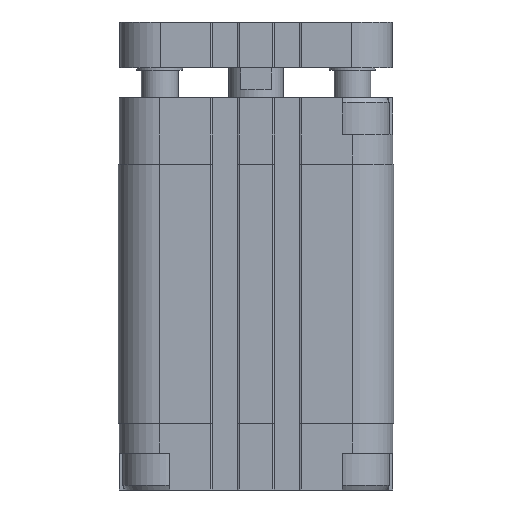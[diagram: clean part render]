
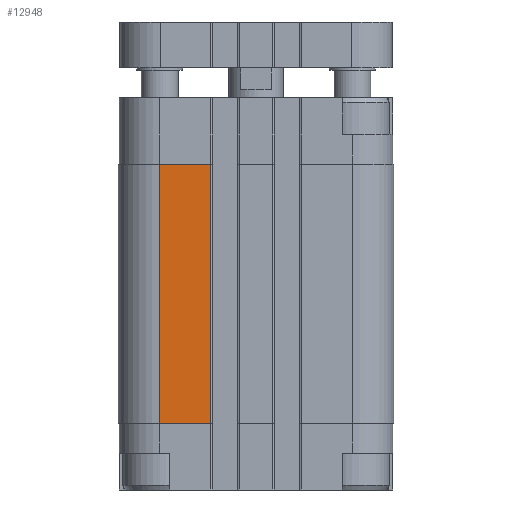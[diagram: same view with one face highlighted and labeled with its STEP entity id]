
A CAD part, front view. The second image highlights one B-rep face of the part: STEP entity #12948.
In plain terms, the highlighted face is planar.
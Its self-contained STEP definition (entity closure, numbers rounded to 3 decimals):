
#184=LINE('',#19699,#1364);
#517=LINE('',#20578,#1697);
#542=LINE('',#20668,#1722);
#543=LINE('',#20670,#1723);
#1364=VECTOR('',#15282,1000.);
#1697=VECTOR('',#16115,1000.);
#1722=VECTOR('',#16252,1000.);
#1723=VECTOR('',#16255,1000.);
#2519=PLANE('',#13966);
#4574=ORIENTED_EDGE('',*,*,#7899,.F.);
#4575=ORIENTED_EDGE('',*,*,#7943,.F.);
#4576=ORIENTED_EDGE('',*,*,#7452,.T.);
#4577=ORIENTED_EDGE('',*,*,#7944,.T.);
#7452=EDGE_CURVE('',#9356,#9355,#184,.T.);
#7899=EDGE_CURVE('',#9651,#9652,#517,.T.);
#7943=EDGE_CURVE('',#9356,#9651,#542,.T.);
#7944=EDGE_CURVE('',#9355,#9652,#543,.T.);
#9355=VERTEX_POINT('',#19698);
#9356=VERTEX_POINT('',#19700);
#9651=VERTEX_POINT('',#20577);
#9652=VERTEX_POINT('',#20579);
#11111=EDGE_LOOP('',(#4574,#4575,#4576,#4577));
#12013=FACE_BOUND('',#11111,.T.);
#12948=ADVANCED_FACE('',(#12013),#2519,.T.);
#13966=AXIS2_PLACEMENT_3D('',#20669,#16253,#16254);
#15282=DIRECTION('',(-1.,0.,0.));
#16115=DIRECTION('',(-1.,0.,0.));
#16252=DIRECTION('',(0.,0.,1.));
#16253=DIRECTION('',(0.,1.,0.));
#16254=DIRECTION('',(0.,0.,1.));
#16255=DIRECTION('',(0.,0.,1.));
#19698=CARTESIAN_POINT('',(9.85,30.,-71.));
#19699=CARTESIAN_POINT('',(21.,30.,-71.));
#19700=CARTESIAN_POINT('',(21.,30.,-71.));
#20577=CARTESIAN_POINT('',(21.,30.,-14.5));
#20578=CARTESIAN_POINT('',(21.,30.,-14.5));
#20579=CARTESIAN_POINT('',(9.85,30.,-14.5));
#20668=CARTESIAN_POINT('',(21.,30.,-71.));
#20669=CARTESIAN_POINT('',(21.,30.,-71.));
#20670=CARTESIAN_POINT('',(9.85,30.,-71.));
